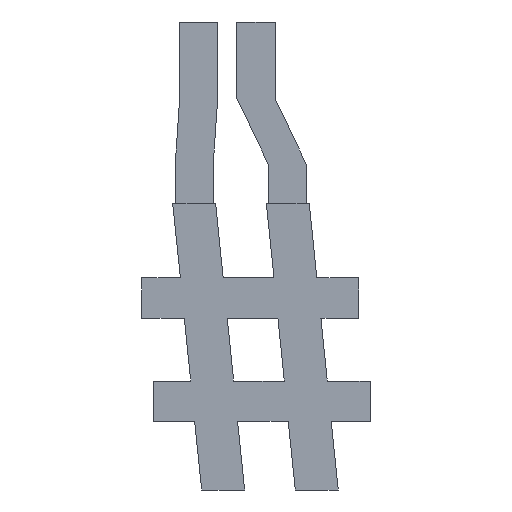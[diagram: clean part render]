
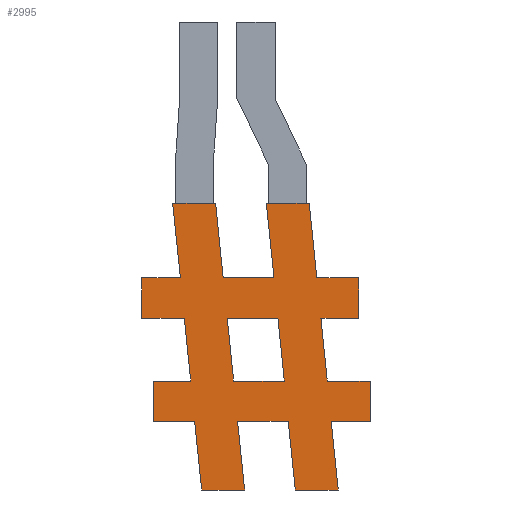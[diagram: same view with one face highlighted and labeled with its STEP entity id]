
A CAD part, front view. The second image highlights one B-rep face of the part: STEP entity #2995.
In plain terms, the highlighted planar face has unit normal (0, -1, 0).
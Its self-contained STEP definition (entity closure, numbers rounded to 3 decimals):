
#53=FACE_BOUND('',#234,.T.);
#73=FACE_OUTER_BOUND('',#233,.T.);
#233=EDGE_LOOP('',(#1999,#2000,#2001,#2002,#2003,#2004,#2005,#2006,#2007,
#2008,#2009,#2010,#2011,#2012,#2013,#2014,#2015,#2016,#2017,#2018,#2019,
#2020,#2021,#2022,#2023,#2024,#2025,#2026));
#234=EDGE_LOOP('',(#2027,#2028,#2029,#2030));
#417=LINE('',#4092,#835);
#418=LINE('',#4094,#836);
#419=LINE('',#4096,#837);
#420=LINE('',#4098,#838);
#421=LINE('',#4100,#839);
#422=LINE('',#4102,#840);
#423=LINE('',#4104,#841);
#424=LINE('',#4106,#842);
#425=LINE('',#4108,#843);
#426=LINE('',#4110,#844);
#427=LINE('',#4112,#845);
#428=LINE('',#4114,#846);
#429=LINE('',#4116,#847);
#430=LINE('',#4118,#848);
#431=LINE('',#4120,#849);
#432=LINE('',#4122,#850);
#433=LINE('',#4124,#851);
#434=LINE('',#4126,#852);
#435=LINE('',#4128,#853);
#436=LINE('',#4130,#854);
#437=LINE('',#4132,#855);
#438=LINE('',#4134,#856);
#439=LINE('',#4136,#857);
#440=LINE('',#4138,#858);
#441=LINE('',#4140,#859);
#442=LINE('',#4142,#860);
#443=LINE('',#4144,#861);
#444=LINE('',#4145,#862);
#445=LINE('',#4148,#863);
#446=LINE('',#4150,#864);
#447=LINE('',#4152,#865);
#448=LINE('',#4153,#866);
#835=VECTOR('',#3363,10.);
#836=VECTOR('',#3364,10.);
#837=VECTOR('',#3365,10.);
#838=VECTOR('',#3366,10.);
#839=VECTOR('',#3367,10.);
#840=VECTOR('',#3368,10.);
#841=VECTOR('',#3369,10.);
#842=VECTOR('',#3370,10.);
#843=VECTOR('',#3371,10.);
#844=VECTOR('',#3372,10.);
#845=VECTOR('',#3373,10.);
#846=VECTOR('',#3374,10.);
#847=VECTOR('',#3375,10.);
#848=VECTOR('',#3376,10.);
#849=VECTOR('',#3377,10.);
#850=VECTOR('',#3378,10.);
#851=VECTOR('',#3379,10.);
#852=VECTOR('',#3380,10.);
#853=VECTOR('',#3381,10.);
#854=VECTOR('',#3382,10.);
#855=VECTOR('',#3383,10.);
#856=VECTOR('',#3384,10.);
#857=VECTOR('',#3385,10.);
#858=VECTOR('',#3386,10.);
#859=VECTOR('',#3387,10.);
#860=VECTOR('',#3388,10.);
#861=VECTOR('',#3389,10.);
#862=VECTOR('',#3390,10.);
#863=VECTOR('',#3391,10.);
#864=VECTOR('',#3392,10.);
#865=VECTOR('',#3393,10.);
#866=VECTOR('',#3394,10.);
#1245=VERTEX_POINT('',#4090);
#1246=VERTEX_POINT('',#4091);
#1247=VERTEX_POINT('',#4093);
#1248=VERTEX_POINT('',#4095);
#1249=VERTEX_POINT('',#4097);
#1250=VERTEX_POINT('',#4099);
#1251=VERTEX_POINT('',#4101);
#1252=VERTEX_POINT('',#4103);
#1253=VERTEX_POINT('',#4105);
#1254=VERTEX_POINT('',#4107);
#1255=VERTEX_POINT('',#4109);
#1256=VERTEX_POINT('',#4111);
#1257=VERTEX_POINT('',#4113);
#1258=VERTEX_POINT('',#4115);
#1259=VERTEX_POINT('',#4117);
#1260=VERTEX_POINT('',#4119);
#1261=VERTEX_POINT('',#4121);
#1262=VERTEX_POINT('',#4123);
#1263=VERTEX_POINT('',#4125);
#1264=VERTEX_POINT('',#4127);
#1265=VERTEX_POINT('',#4129);
#1266=VERTEX_POINT('',#4131);
#1267=VERTEX_POINT('',#4133);
#1268=VERTEX_POINT('',#4135);
#1269=VERTEX_POINT('',#4137);
#1270=VERTEX_POINT('',#4139);
#1271=VERTEX_POINT('',#4141);
#1272=VERTEX_POINT('',#4143);
#1273=VERTEX_POINT('',#4146);
#1274=VERTEX_POINT('',#4147);
#1275=VERTEX_POINT('',#4149);
#1276=VERTEX_POINT('',#4151);
#1545=EDGE_CURVE('',#1245,#1246,#417,.T.);
#1546=EDGE_CURVE('',#1246,#1247,#418,.T.);
#1547=EDGE_CURVE('',#1247,#1248,#419,.T.);
#1548=EDGE_CURVE('',#1248,#1249,#420,.T.);
#1549=EDGE_CURVE('',#1249,#1250,#421,.T.);
#1550=EDGE_CURVE('',#1250,#1251,#422,.T.);
#1551=EDGE_CURVE('',#1251,#1252,#423,.T.);
#1552=EDGE_CURVE('',#1252,#1253,#424,.T.);
#1553=EDGE_CURVE('',#1253,#1254,#425,.T.);
#1554=EDGE_CURVE('',#1254,#1255,#426,.T.);
#1555=EDGE_CURVE('',#1255,#1256,#427,.T.);
#1556=EDGE_CURVE('',#1256,#1257,#428,.T.);
#1557=EDGE_CURVE('',#1257,#1258,#429,.T.);
#1558=EDGE_CURVE('',#1258,#1259,#430,.T.);
#1559=EDGE_CURVE('',#1259,#1260,#431,.T.);
#1560=EDGE_CURVE('',#1260,#1261,#432,.T.);
#1561=EDGE_CURVE('',#1261,#1262,#433,.T.);
#1562=EDGE_CURVE('',#1262,#1263,#434,.T.);
#1563=EDGE_CURVE('',#1263,#1264,#435,.T.);
#1564=EDGE_CURVE('',#1264,#1265,#436,.T.);
#1565=EDGE_CURVE('',#1265,#1266,#437,.T.);
#1566=EDGE_CURVE('',#1266,#1267,#438,.T.);
#1567=EDGE_CURVE('',#1267,#1268,#439,.T.);
#1568=EDGE_CURVE('',#1268,#1269,#440,.T.);
#1569=EDGE_CURVE('',#1269,#1270,#441,.T.);
#1570=EDGE_CURVE('',#1270,#1271,#442,.T.);
#1571=EDGE_CURVE('',#1271,#1272,#443,.T.);
#1572=EDGE_CURVE('',#1272,#1245,#444,.T.);
#1573=EDGE_CURVE('',#1273,#1274,#445,.T.);
#1574=EDGE_CURVE('',#1274,#1275,#446,.T.);
#1575=EDGE_CURVE('',#1275,#1276,#447,.T.);
#1576=EDGE_CURVE('',#1276,#1273,#448,.T.);
#1999=ORIENTED_EDGE('',*,*,#1545,.T.);
#2000=ORIENTED_EDGE('',*,*,#1546,.T.);
#2001=ORIENTED_EDGE('',*,*,#1547,.T.);
#2002=ORIENTED_EDGE('',*,*,#1548,.T.);
#2003=ORIENTED_EDGE('',*,*,#1549,.T.);
#2004=ORIENTED_EDGE('',*,*,#1550,.T.);
#2005=ORIENTED_EDGE('',*,*,#1551,.T.);
#2006=ORIENTED_EDGE('',*,*,#1552,.T.);
#2007=ORIENTED_EDGE('',*,*,#1553,.T.);
#2008=ORIENTED_EDGE('',*,*,#1554,.T.);
#2009=ORIENTED_EDGE('',*,*,#1555,.T.);
#2010=ORIENTED_EDGE('',*,*,#1556,.T.);
#2011=ORIENTED_EDGE('',*,*,#1557,.T.);
#2012=ORIENTED_EDGE('',*,*,#1558,.T.);
#2013=ORIENTED_EDGE('',*,*,#1559,.T.);
#2014=ORIENTED_EDGE('',*,*,#1560,.T.);
#2015=ORIENTED_EDGE('',*,*,#1561,.T.);
#2016=ORIENTED_EDGE('',*,*,#1562,.T.);
#2017=ORIENTED_EDGE('',*,*,#1563,.T.);
#2018=ORIENTED_EDGE('',*,*,#1564,.T.);
#2019=ORIENTED_EDGE('',*,*,#1565,.T.);
#2020=ORIENTED_EDGE('',*,*,#1566,.T.);
#2021=ORIENTED_EDGE('',*,*,#1567,.T.);
#2022=ORIENTED_EDGE('',*,*,#1568,.T.);
#2023=ORIENTED_EDGE('',*,*,#1569,.T.);
#2024=ORIENTED_EDGE('',*,*,#1570,.T.);
#2025=ORIENTED_EDGE('',*,*,#1571,.T.);
#2026=ORIENTED_EDGE('',*,*,#1572,.T.);
#2027=ORIENTED_EDGE('',*,*,#1573,.T.);
#2028=ORIENTED_EDGE('',*,*,#1574,.T.);
#2029=ORIENTED_EDGE('',*,*,#1575,.T.);
#2030=ORIENTED_EDGE('',*,*,#1576,.T.);
#2845=PLANE('',#3172);
#2995=ADVANCED_FACE('',(#73,#53),#2845,.T.);
#3172=AXIS2_PLACEMENT_3D('',#4089,#3361,#3362);
#3361=DIRECTION('center_axis',(0.,-1.,0.));
#3362=DIRECTION('ref_axis',(0.,0.,-1.));
#3363=DIRECTION('',(-1.,0.,0.));
#3364=DIRECTION('',(-0.1,0.,0.995));
#3365=DIRECTION('',(-1.,0.,0.));
#3366=DIRECTION('',(0.102,0.,-0.995));
#3367=DIRECTION('',(-1.,0.,0.));
#3368=DIRECTION('',(-0.1,0.,0.995));
#3369=DIRECTION('',(-1.,0.,0.));
#3370=DIRECTION('',(0.102,0.,-0.995));
#3371=DIRECTION('',(-1.,0.,0.));
#3372=DIRECTION('',(0.,0.,-1.));
#3373=DIRECTION('',(1.,0.,0.));
#3374=DIRECTION('',(0.101,0.,-0.995));
#3375=DIRECTION('',(-1.,0.,0.));
#3376=DIRECTION('',(0.,0.,-1.));
#3377=DIRECTION('',(1.,0.,0.));
#3378=DIRECTION('',(0.101,0.,-0.995));
#3379=DIRECTION('',(1.,0.,0.));
#3380=DIRECTION('',(-0.101,0.,0.995));
#3381=DIRECTION('',(1.,0.,0.));
#3382=DIRECTION('',(0.101,0.,-0.995));
#3383=DIRECTION('',(1.,0.,0.));
#3384=DIRECTION('',(-0.101,0.,0.995));
#3385=DIRECTION('',(1.,0.,0.));
#3386=DIRECTION('',(0.,0.,1.));
#3387=DIRECTION('',(-1.,0.,0.));
#3388=DIRECTION('',(-0.101,0.,0.995));
#3389=DIRECTION('',(1.,0.,0.));
#3390=DIRECTION('',(0.,0.,1.));
#3391=DIRECTION('',(0.101,0.,-0.995));
#3392=DIRECTION('',(-1.,0.,0.));
#3393=DIRECTION('',(-0.101,0.,0.995));
#3394=DIRECTION('',(1.,0.,0.));
#4089=CARTESIAN_POINT('Origin',(13.125,-3.,15.));
#4090=CARTESIAN_POINT('',(23.867,-3.,22.196));
#4091=CARTESIAN_POINT('',(19.483,-3.,22.196));
#4092=CARTESIAN_POINT('',(23.867,-3.,22.196));
#4093=CARTESIAN_POINT('',(18.703,-3.,30.));
#4094=CARTESIAN_POINT('',(19.483,-3.,22.196));
#4095=CARTESIAN_POINT('',(14.204,-3.,30.));
#4096=CARTESIAN_POINT('',(18.703,-3.,30.));
#4097=CARTESIAN_POINT('',(15.007,-3.,22.196));
#4098=CARTESIAN_POINT('',(14.204,-3.,30.));
#4099=CARTESIAN_POINT('',(9.682,-3.,22.196));
#4100=CARTESIAN_POINT('',(15.007,-3.,22.196));
#4101=CARTESIAN_POINT('',(8.902,-3.,30.));
#4102=CARTESIAN_POINT('',(9.682,-3.,22.196));
#4103=CARTESIAN_POINT('',(4.403,-3.,30.));
#4104=CARTESIAN_POINT('',(8.902,-3.,30.));
#4105=CARTESIAN_POINT('',(5.206,-3.,22.196));
#4106=CARTESIAN_POINT('',(4.403,-3.,30.));
#4107=CARTESIAN_POINT('',(1.166,-3.,22.196));
#4108=CARTESIAN_POINT('',(5.206,-3.,22.196));
#4109=CARTESIAN_POINT('',(1.166,-3.,17.995));
#4110=CARTESIAN_POINT('',(1.166,-3.,22.196));
#4111=CARTESIAN_POINT('',(5.619,-3.,17.995));
#4112=CARTESIAN_POINT('',(1.166,-3.,17.995));
#4113=CARTESIAN_POINT('',(6.285,-3.,11.408));
#4114=CARTESIAN_POINT('',(5.619,-3.,17.995));
#4115=CARTESIAN_POINT('',(2.383,-3.,11.408));
#4116=CARTESIAN_POINT('',(6.285,-3.,11.408));
#4117=CARTESIAN_POINT('',(2.383,-3.,7.207));
#4118=CARTESIAN_POINT('',(2.383,-3.,11.408));
#4119=CARTESIAN_POINT('',(6.698,-3.,7.207));
#4120=CARTESIAN_POINT('',(2.383,-3.,7.207));
#4121=CARTESIAN_POINT('',(7.433,-3.,0.));
#4122=CARTESIAN_POINT('',(6.698,-3.,7.207));
#4123=CARTESIAN_POINT('',(11.931,-3.,0.));
#4124=CARTESIAN_POINT('',(7.433,-3.,0.));
#4125=CARTESIAN_POINT('',(11.197,-3.,7.207));
#4126=CARTESIAN_POINT('',(11.931,-3.,0.));
#4127=CARTESIAN_POINT('',(16.499,-3.,7.207));
#4128=CARTESIAN_POINT('',(11.197,-3.,7.207));
#4129=CARTESIAN_POINT('',(17.234,-3.,0.));
#4130=CARTESIAN_POINT('',(16.499,-3.,7.207));
#4131=CARTESIAN_POINT('',(21.732,-3.,0.));
#4132=CARTESIAN_POINT('',(17.234,-3.,0.));
#4133=CARTESIAN_POINT('',(20.998,-3.,7.207));
#4134=CARTESIAN_POINT('',(21.732,-3.,0.));
#4135=CARTESIAN_POINT('',(25.084,-3.,7.207));
#4136=CARTESIAN_POINT('',(20.998,-3.,7.207));
#4137=CARTESIAN_POINT('',(25.084,-3.,11.408));
#4138=CARTESIAN_POINT('',(25.084,-3.,7.207));
#4139=CARTESIAN_POINT('',(20.585,-3.,11.408));
#4140=CARTESIAN_POINT('',(25.084,-3.,11.408));
#4141=CARTESIAN_POINT('',(19.919,-3.,17.995));
#4142=CARTESIAN_POINT('',(20.585,-3.,11.408));
#4143=CARTESIAN_POINT('',(23.867,-3.,17.995));
#4144=CARTESIAN_POINT('',(19.919,-3.,17.995));
#4145=CARTESIAN_POINT('',(23.867,-3.,17.995));
#4146=CARTESIAN_POINT('',(15.42,-3.,17.995));
#4147=CARTESIAN_POINT('',(16.086,-3.,11.408));
#4148=CARTESIAN_POINT('',(15.42,-3.,17.995));
#4149=CARTESIAN_POINT('',(10.784,-3.,11.408));
#4150=CARTESIAN_POINT('',(16.086,-3.,11.408));
#4151=CARTESIAN_POINT('',(10.118,-3.,17.995));
#4152=CARTESIAN_POINT('',(10.784,-3.,11.408));
#4153=CARTESIAN_POINT('',(10.118,-3.,17.995));
